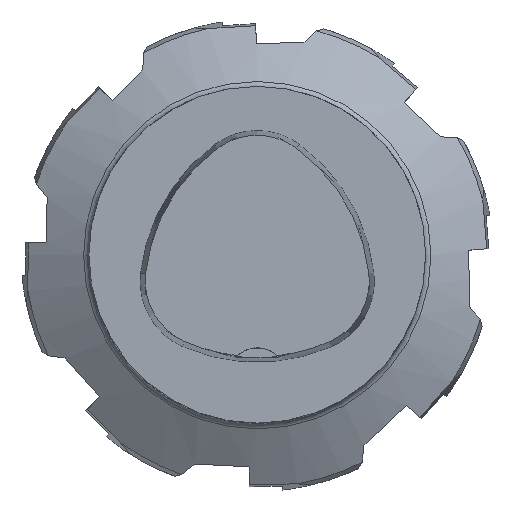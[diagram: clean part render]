
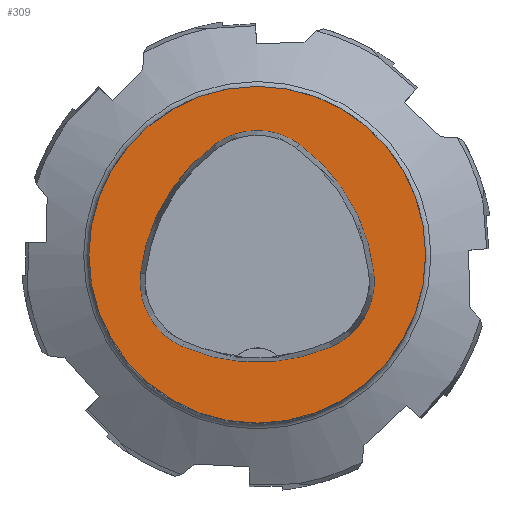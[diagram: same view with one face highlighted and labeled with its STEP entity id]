
A CAD part, top view. The second image highlights one B-rep face of the part: STEP entity #309.
In plain terms, the highlighted planar face has unit normal (0, 0, 1).
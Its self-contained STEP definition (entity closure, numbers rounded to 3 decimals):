
#37=PLANE('',#2333);
#309=ADVANCED_FACE('',(#484,#485),#37,.T.);
#431=CIRCLE('',#2304,40.);
#433=CIRCLE('',#2311,44.);
#435=CIRCLE('',#2314,17.);
#437=CIRCLE('',#2317,44.);
#439=CIRCLE('',#2320,17.);
#443=CIRCLE('',#2325,44.);
#445=CIRCLE('',#2328,17.);
#484=FACE_BOUND('',#511,.T.);
#485=FACE_BOUND('',#512,.T.);
#511=EDGE_LOOP('',(#722,#723,#724,#725,#726,#727));
#512=EDGE_LOOP('',(#728));
#722=ORIENTED_EDGE('',*,*,#1559,.T.);
#723=ORIENTED_EDGE('',*,*,#1539,.T.);
#724=ORIENTED_EDGE('',*,*,#1543,.T.);
#725=ORIENTED_EDGE('',*,*,#1546,.T.);
#726=ORIENTED_EDGE('',*,*,#1549,.T.);
#727=ORIENTED_EDGE('',*,*,#1557,.T.);
#728=ORIENTED_EDGE('',*,*,#1529,.F.);
#1314=VERTEX_POINT('',#3157);
#1324=VERTEX_POINT('',#3178);
#1325=VERTEX_POINT('',#3179);
#1328=VERTEX_POINT('',#3187);
#1330=VERTEX_POINT('',#3193);
#1332=VERTEX_POINT('',#3199);
#1339=VERTEX_POINT('',#3220);
#1529=EDGE_CURVE('',#1314,#1314,#431,.T.);
#1539=EDGE_CURVE('',#1324,#1325,#433,.T.);
#1543=EDGE_CURVE('',#1325,#1328,#435,.T.);
#1546=EDGE_CURVE('',#1328,#1330,#437,.T.);
#1549=EDGE_CURVE('',#1330,#1332,#439,.T.);
#1557=EDGE_CURVE('',#1332,#1339,#443,.T.);
#1559=EDGE_CURVE('',#1339,#1324,#445,.T.);
#2304=AXIS2_PLACEMENT_3D('',#3156,#2539,#2540);
#2311=AXIS2_PLACEMENT_3D('',#3177,#2557,#2558);
#2314=AXIS2_PLACEMENT_3D('',#3186,#2565,#2566);
#2317=AXIS2_PLACEMENT_3D('',#3192,#2572,#2573);
#2320=AXIS2_PLACEMENT_3D('',#3198,#2579,#2580);
#2325=AXIS2_PLACEMENT_3D('',#3221,#2591,#2592);
#2328=AXIS2_PLACEMENT_3D('',#3224,#2597,#2598);
#2333=AXIS2_PLACEMENT_3D('',#3229,#2607,#2608);
#2539=DIRECTION('',(0.,0.,-1.));
#2540=DIRECTION('',(-1.,0.,0.));
#2557=DIRECTION('',(0.,0.,-1.));
#2558=DIRECTION('',(-1.,0.,0.));
#2565=DIRECTION('',(0.,0.,-1.));
#2566=DIRECTION('',(-1.,0.,0.));
#2572=DIRECTION('',(0.,0.,-1.));
#2573=DIRECTION('',(-1.,0.,0.));
#2579=DIRECTION('',(0.,0.,-1.));
#2580=DIRECTION('',(-1.,0.,0.));
#2591=DIRECTION('',(0.,0.,-1.));
#2592=DIRECTION('',(-1.,0.,0.));
#2597=DIRECTION('',(0.,0.,-1.));
#2598=DIRECTION('',(-1.,0.,0.));
#2607=DIRECTION('',(0.,0.,1.));
#2608=DIRECTION('',(1.,0.,0.));
#3156=CARTESIAN_POINT('',(0.,0.,0.));
#3157=CARTESIAN_POINT('',(-40.,0.,0.));
#3177=CARTESIAN_POINT('',(16.01,-9.224,0.));
#3178=CARTESIAN_POINT('',(-27.722,-4.378,0.));
#3179=CARTESIAN_POINT('',(-10.119,26.178,0.));
#3186=CARTESIAN_POINT('',(-0.023,12.5,0.));
#3187=CARTESIAN_POINT('',(10.049,26.194,0.));
#3192=CARTESIAN_POINT('',(-16.021,-9.25,0.));
#3193=CARTESIAN_POINT('',(27.71,-4.394,0.));
#3198=CARTESIAN_POINT('',(10.814,-6.27,0.));
#3199=CARTESIAN_POINT('',(17.611,-21.852,0.));
#3220=CARTESIAN_POINT('',(-17.652,-21.819,0.));
#3221=CARTESIAN_POINT('',(0.017,18.477,0.));
#3224=CARTESIAN_POINT('',(-10.825,-6.25,0.));
#3229=CARTESIAN_POINT('',(0.,0.,0.));
